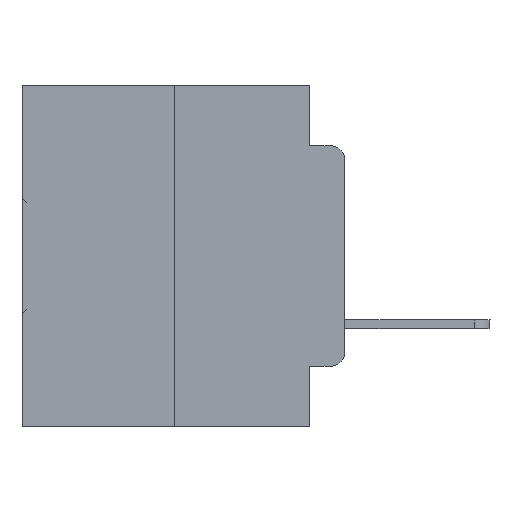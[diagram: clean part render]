
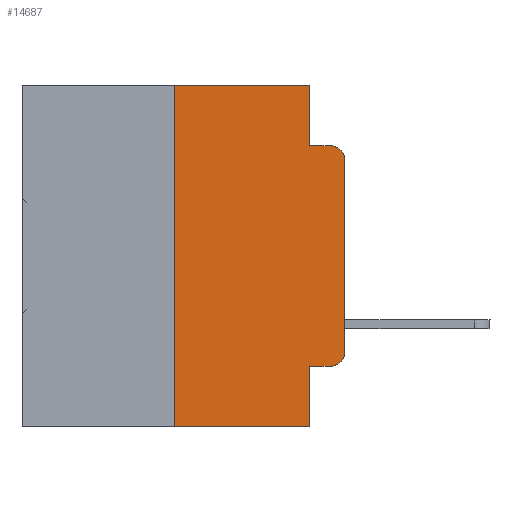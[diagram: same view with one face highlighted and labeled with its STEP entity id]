
A CAD part, left-side view. The second image highlights one B-rep face of the part: STEP entity #14687.
In plain terms, the highlighted planar face has unit normal (-1, 0, 0).
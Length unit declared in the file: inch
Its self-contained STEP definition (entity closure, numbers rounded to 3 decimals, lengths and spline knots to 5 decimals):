
#135 = ORIENTED_EDGE ( 'NONE', *, *, #19916, .F. ) ;
#314 = DIRECTION ( 'NONE',  ( 0., -1., 0. ) ) ;
#1434 = VECTOR ( 'NONE', #2488, 39.37008 ) ;
#1637 = CARTESIAN_POINT ( 'NONE',  ( 0., 0.051, -0.5 ) ) ;
#1831 = LINE ( 'NONE', #26997, #13943 ) ;
#2029 = CARTESIAN_POINT ( 'NONE',  ( 0., 0.473, -0.5 ) ) ;
#2195 = VECTOR ( 'NONE', #3990, 39.37008 ) ;
#2488 = DIRECTION ( 'NONE',  ( 0., 0., -1. ) ) ;
#2496 = CIRCLE ( 'NONE', #27955, 0.02 ) ;
#3311 = VECTOR ( 'NONE', #314, 39.37008 ) ;
#3331 = VERTEX_POINT ( 'NONE', #21269 ) ;
#3899 = CARTESIAN_POINT ( 'NONE',  ( 0., 0., 0. ) ) ;
#3990 = DIRECTION ( 'NONE',  ( 0., -1., 0. ) ) ;
#4195 = VECTOR ( 'NONE', #15987, 39.37008 ) ;
#4606 = VECTOR ( 'NONE', #14011, 39.37008 ) ;
#4768 = DIRECTION ( 'NONE',  ( -1., 0., 0. ) ) ;
#5501 = CARTESIAN_POINT ( 'NONE',  ( 0., 0.051, 0. ) ) ;
#5824 = PLANE ( 'NONE',  #21897 ) ;
#7602 = VERTEX_POINT ( 'NONE', #20082 ) ;
#7884 = VERTEX_POINT ( 'NONE', #10461 ) ;
#8403 = VERTEX_POINT ( 'NONE', #16412 ) ;
#8851 = VERTEX_POINT ( 'NONE', #18829 ) ;
#9212 = CARTESIAN_POINT ( 'NONE',  ( 0., 0.02, -0.4115 ) ) ;
#9247 = LINE ( 'NONE', #17242, #23542 ) ;
#10277 = ORIENTED_EDGE ( 'NONE', *, *, #31733, .T. ) ;
#10316 = EDGE_CURVE ( 'NONE', #25023, #7884, #12757, .T. ) ;
#10461 = CARTESIAN_POINT ( 'NONE',  ( 0., 0.051, -0.0885 ) ) ;
#10551 = CARTESIAN_POINT ( 'NONE',  ( 0., 0.473, 0. ) ) ;
#10989 = CARTESIAN_POINT ( 'NONE',  ( 0., 0., -0.1085 ) ) ;
#11121 = ORIENTED_EDGE ( 'NONE', *, *, #16436, .T. ) ;
#11142 = ORIENTED_EDGE ( 'NONE', *, *, #28050, .T. ) ;
#12186 = EDGE_CURVE ( 'NONE', #24666, #8851, #1831, .T. ) ;
#12544 = ORIENTED_EDGE ( 'NONE', *, *, #29624, .F. ) ;
#12636 = CIRCLE ( 'NONE', #30910, 0.02 ) ;
#12651 = VERTEX_POINT ( 'NONE', #1637 ) ;
#12757 = LINE ( 'NONE', #17194, #1434 ) ;
#13064 = CARTESIAN_POINT ( 'NONE',  ( 0., 0.051, -0.0885 ) ) ;
#13493 = FACE_OUTER_BOUND ( 'NONE', #24718, .T. ) ;
#13522 = LINE ( 'NONE', #3899, #4606 ) ;
#13943 = VECTOR ( 'NONE', #26500, 39.37008 ) ;
#14011 = DIRECTION ( 'NONE',  ( 0., 0., 1. ) ) ;
#14687 = ADVANCED_FACE ( 'NONE', ( #13493 ), #5824, .F. ) ;
#15987 = DIRECTION ( 'NONE',  ( 0., -1., 0. ) ) ;
#16142 = EDGE_CURVE ( 'NONE', #8851, #25023, #9247, .T. ) ;
#16412 = CARTESIAN_POINT ( 'NONE',  ( 0., 0., -0.3915 ) ) ;
#16436 = EDGE_CURVE ( 'NONE', #24666, #12651, #23410, .T. ) ;
#16971 = ORIENTED_EDGE ( 'NONE', *, *, #10316, .F. ) ;
#17194 = CARTESIAN_POINT ( 'NONE',  ( 0., 0.051, 0. ) ) ;
#17242 = CARTESIAN_POINT ( 'NONE',  ( 0., 0.473, 0. ) ) ;
#18807 = VECTOR ( 'NONE', #27569, 39.37008 ) ;
#18829 = CARTESIAN_POINT ( 'NONE',  ( 0., 0.25, 0. ) ) ;
#19064 = VERTEX_POINT ( 'NONE', #9212 ) ;
#19212 = DIRECTION ( 'NONE',  ( 0., -1., 0. ) ) ;
#19234 = EDGE_CURVE ( 'NONE', #19064, #8403, #12636, .T. ) ;
#19566 = ORIENTED_EDGE ( 'NONE', *, *, #19234, .T. ) ;
#19916 = EDGE_CURVE ( 'NONE', #7884, #3331, #20080, .T. ) ;
#19919 = DIRECTION ( 'NONE',  ( -1., 0., 0. ) ) ;
#20080 = LINE ( 'NONE', #13064, #3311 ) ;
#20082 = CARTESIAN_POINT ( 'NONE',  ( 0., 0.051, -0.4115 ) ) ;
#20662 = DIRECTION ( 'NONE',  ( 0., 0., -1. ) ) ;
#21269 = CARTESIAN_POINT ( 'NONE',  ( 0., 0.02, -0.0885 ) ) ;
#21897 = AXIS2_PLACEMENT_3D ( 'NONE', #10551, #23446, #20662 ) ;
#23410 = LINE ( 'NONE', #2029, #2195 ) ;
#23446 = DIRECTION ( 'NONE',  ( 1., 0., 0. ) ) ;
#23494 = CARTESIAN_POINT ( 'NONE',  ( 0., 0.051, -0.4115 ) ) ;
#23542 = VECTOR ( 'NONE', #19212, 39.37008 ) ;
#23927 = CARTESIAN_POINT ( 'NONE',  ( 0., 0.051, 0. ) ) ;
#24278 = EDGE_CURVE ( 'NONE', #28835, #3331, #2496, .T. ) ;
#24666 = VERTEX_POINT ( 'NONE', #26298 ) ;
#24718 = EDGE_LOOP ( 'NONE', ( #10277, #30165, #135, #16971, #31553, #26318, #11121, #12544, #11142, #19566 ) ) ;
#25023 = VERTEX_POINT ( 'NONE', #23927 ) ;
#25431 = LINE ( 'NONE', #5501, #18807 ) ;
#26298 = CARTESIAN_POINT ( 'NONE',  ( 0., 0.25, -0.5 ) ) ;
#26318 = ORIENTED_EDGE ( 'NONE', *, *, #12186, .F. ) ;
#26500 = DIRECTION ( 'NONE',  ( 0., 0., 1. ) ) ;
#26997 = CARTESIAN_POINT ( 'NONE',  ( 0., 0.25, 0. ) ) ;
#27143 = CARTESIAN_POINT ( 'NONE',  ( 0., 0.02, -0.3915 ) ) ;
#27157 = CARTESIAN_POINT ( 'NONE',  ( 0., 0.02, -0.1085 ) ) ;
#27569 = DIRECTION ( 'NONE',  ( 0., 0., -1. ) ) ;
#27955 = AXIS2_PLACEMENT_3D ( 'NONE', #27157, #4768, #29297 ) ;
#28050 = EDGE_CURVE ( 'NONE', #7602, #19064, #28757, .T. ) ;
#28757 = LINE ( 'NONE', #23494, #4195 ) ;
#28835 = VERTEX_POINT ( 'NONE', #10989 ) ;
#29297 = DIRECTION ( 'NONE',  ( 0., 0., -1. ) ) ;
#29434 = DIRECTION ( 'NONE',  ( 0., 0., -1. ) ) ;
#29624 = EDGE_CURVE ( 'NONE', #7602, #12651, #25431, .T. ) ;
#30165 = ORIENTED_EDGE ( 'NONE', *, *, #24278, .T. ) ;
#30910 = AXIS2_PLACEMENT_3D ( 'NONE', #27143, #19919, #29434 ) ;
#31553 = ORIENTED_EDGE ( 'NONE', *, *, #16142, .F. ) ;
#31733 = EDGE_CURVE ( 'NONE', #8403, #28835, #13522, .T. ) ;
